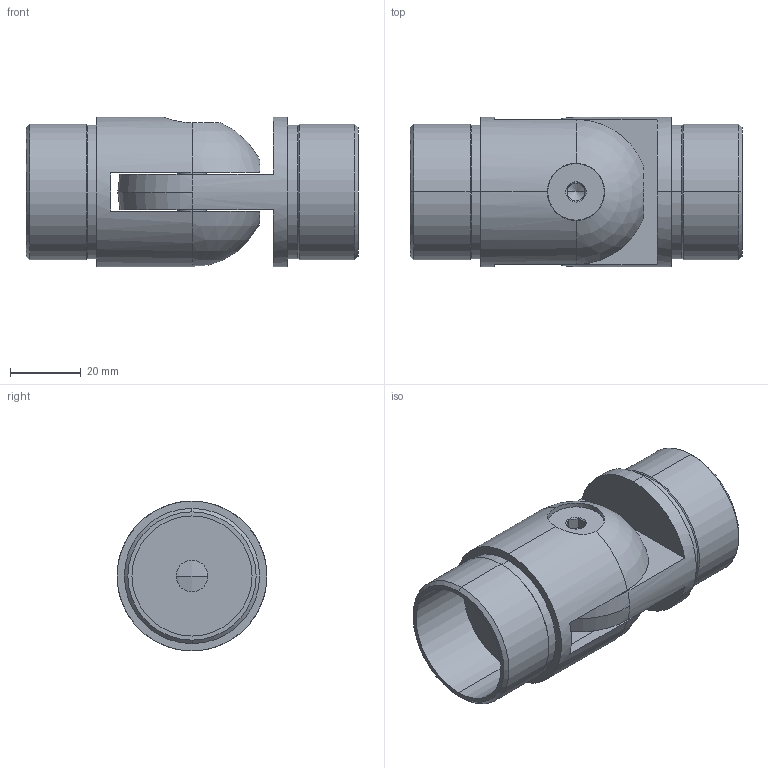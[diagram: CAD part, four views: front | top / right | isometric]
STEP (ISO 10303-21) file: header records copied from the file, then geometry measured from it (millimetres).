
FILE_DESCRIPTION (( 'STEP AP203' ), '1' );
FILE_NAME ('A_0857-000.STEP', '2022-03-11T08:08:52', ( '' ), ( '' ), 'SwSTEP 2.0', 'SolidWorks 2019', '' );
FILE_SCHEMA (( 'CONFIG_CONTROL_DESIGN' ));
Length unit declared in the file: millimetre
Products named in the file (4): A_0857-000; skrutka DIN 7991_M8x25_A2-70; A_0857-000. P1; A_0857-000.P2
Assembly tree (3 placements, depth 2):
  A_0857-000
    A_0857-000. P1
    A_0857-000.P2
    skrutka DIN 7991_M8x25_A2-70
Bounding box: 94 x 42.4 x 42.4 mm (x, y, z)
Volume: 54056.2 mm3; surface area: 28907.7 mm2
Topology: 3 solids, 3 shells, 118 faces, 268 edges, 157 vertices
Faces by surface type: cylinder 41, plane 31, cone 29, torus 11, sphere 6
Entity records: 3828 total; most frequent: CARTESIAN_POINT 689, DIRECTION 648, ORIENTED_EDGE 530, AXIS2_PLACEMENT_3D 272, EDGE_CURVE 265, VERTEX_POINT 157, CIRCLE 148, EDGE_LOOP 128
